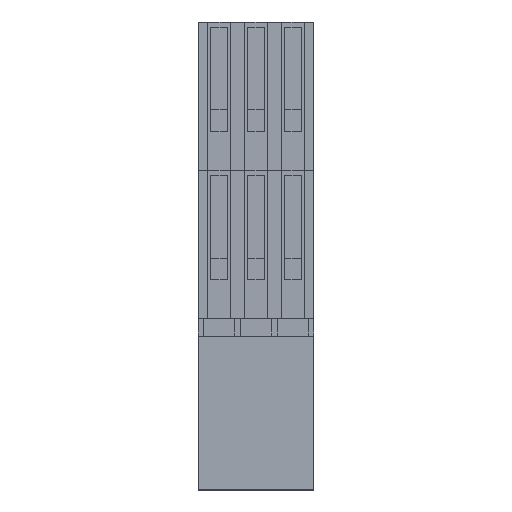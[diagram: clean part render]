
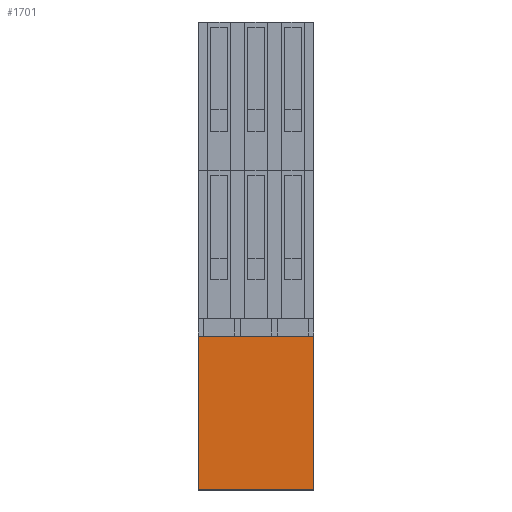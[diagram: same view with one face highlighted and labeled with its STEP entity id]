
A CAD part, front view. The second image highlights one B-rep face of the part: STEP entity #1701.
In plain terms, the highlighted face is planar.
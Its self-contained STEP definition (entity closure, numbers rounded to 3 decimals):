
#361 = VERTEX_POINT ( 'NONE', #3838 ) ;
#736 = AXIS2_PLACEMENT_3D ( 'NONE', #769, #753, #752 ) ;
#752 = DIRECTION ( 'NONE',  ( 0., 0., 1. ) ) ;
#753 = DIRECTION ( 'NONE',  ( 0., 1., 0. ) ) ;
#769 = CARTESIAN_POINT ( 'NONE',  ( -16.399, 79.309, -14.607 ) ) ;
#805 = PLANE ( 'NONE',  #736 ) ;
#921 = EDGE_CURVE ( 'NONE', #361, #1070, #4493, .T. ) ;
#1070 = VERTEX_POINT ( 'NONE', #4589 ) ;
#1610 = VERTEX_POINT ( 'NONE', #6118 ) ;
#1616 = VERTEX_POINT ( 'NONE', #6108 ) ;
#1619 = EDGE_CURVE ( 'NONE', #1616, #1610, #6166, .T. ) ;
#1697 = EDGE_LOOP ( 'NONE', ( #1822, #1815, #1817, #1774, #1742, #1755, #1745, #1753 ) ) ;
#1701 = ADVANCED_FACE ( 'NONE', ( #6302 ), #805, .T. ) ;
#1742 = ORIENTED_EDGE ( 'NONE', *, *, #1756, .T. ) ;
#1743 = VERTEX_POINT ( 'NONE', #7352 ) ;
#1744 = EDGE_CURVE ( 'NONE', #1616, #1070, #7351, .T. ) ;
#1745 = ORIENTED_EDGE ( 'NONE', *, *, #1744, .T. ) ;
#1750 = EDGE_CURVE ( 'NONE', #1743, #1818, #7337, .T. ) ;
#1753 = ORIENTED_EDGE ( 'NONE', *, *, #921, .F. ) ;
#1755 = ORIENTED_EDGE ( 'NONE', *, *, #1619, .F. ) ;
#1756 = EDGE_CURVE ( 'NONE', #1743, #1610, #7332, .T. ) ;
#1774 = ORIENTED_EDGE ( 'NONE', *, *, #1750, .F. ) ;
#1811 = VERTEX_POINT ( 'NONE', #7506 ) ;
#1814 = EDGE_CURVE ( 'NONE', #1819, #361, #7504, .T. ) ;
#1815 = ORIENTED_EDGE ( 'NONE', *, *, #1824, .T. ) ;
#1817 = ORIENTED_EDGE ( 'NONE', *, *, #1826, .F. ) ;
#1818 = VERTEX_POINT ( 'NONE', #7498 ) ;
#1819 = VERTEX_POINT ( 'NONE', #7497 ) ;
#1822 = ORIENTED_EDGE ( 'NONE', *, *, #1814, .F. ) ;
#1824 = EDGE_CURVE ( 'NONE', #1819, #1811, #7491, .T. ) ;
#1826 = EDGE_CURVE ( 'NONE', #1818, #1811, #7487, .T. ) ;
#3838 = CARTESIAN_POINT ( 'NONE',  ( -16.499, 79.309, 8.043 ) ) ;
#4490 = DIRECTION ( 'NONE',  ( -1., 0., 0. ) ) ;
#4491 = VECTOR ( 'NONE', #4490, 1000. ) ;
#4492 = CARTESIAN_POINT ( 'NONE',  ( -16.399, 79.309, 8.043 ) ) ;
#4493 = LINE ( 'NONE', #4492, #4491 ) ;
#4589 = CARTESIAN_POINT ( 'NONE',  ( -46.299, 79.309, 8.043 ) ) ;
#6108 = CARTESIAN_POINT ( 'NONE',  ( -46.299, 79.309, -14.457 ) ) ;
#6118 = CARTESIAN_POINT ( 'NONE',  ( -16.499, 79.309, -14.457 ) ) ;
#6163 = DIRECTION ( 'NONE',  ( 1., 0., 0. ) ) ;
#6164 = VECTOR ( 'NONE', #6163, 1000. ) ;
#6165 = CARTESIAN_POINT ( 'NONE',  ( 45.816, 79.309, -14.457 ) ) ;
#6166 = LINE ( 'NONE', #6165, #6164 ) ;
#6302 = FACE_OUTER_BOUND ( 'NONE', #1697, .T. ) ;
#7329 = DIRECTION ( 'NONE',  ( 0., 0., -1. ) ) ;
#7330 = VECTOR ( 'NONE', #7329, 1000. ) ;
#7331 = CARTESIAN_POINT ( 'NONE',  ( -16.499, 79.309, -14.607 ) ) ;
#7332 = LINE ( 'NONE', #7331, #7330 ) ;
#7333 = DIRECTION ( 'NONE',  ( 1., 0., 0. ) ) ;
#7335 = VECTOR ( 'NONE', #7333, 1000. ) ;
#7336 = CARTESIAN_POINT ( 'NONE',  ( -16.399, 79.309, -14.357 ) ) ;
#7337 = LINE ( 'NONE', #7336, #7335 ) ;
#7348 = DIRECTION ( 'NONE',  ( 0., 0., 1. ) ) ;
#7349 = VECTOR ( 'NONE', #7348, 1000. ) ;
#7350 = CARTESIAN_POINT ( 'NONE',  ( -46.299, 79.309, -14.607 ) ) ;
#7351 = LINE ( 'NONE', #7350, #7349 ) ;
#7352 = CARTESIAN_POINT ( 'NONE',  ( -16.499, 79.309, -14.357 ) ) ;
#7484 = DIRECTION ( 'NONE',  ( 0., 0., 1. ) ) ;
#7485 = VECTOR ( 'NONE', #7484, 1000. ) ;
#7486 = CARTESIAN_POINT ( 'NONE',  ( -16.399, 79.309, -14.607 ) ) ;
#7487 = LINE ( 'NONE', #7486, #7485 ) ;
#7488 = DIRECTION ( 'NONE',  ( 1., 0., 0. ) ) ;
#7489 = VECTOR ( 'NONE', #7488, 1000. ) ;
#7490 = CARTESIAN_POINT ( 'NONE',  ( -16.399, 79.309, 7.943 ) ) ;
#7491 = LINE ( 'NONE', #7490, #7489 ) ;
#7497 = CARTESIAN_POINT ( 'NONE',  ( -16.499, 79.309, 7.943 ) ) ;
#7498 = CARTESIAN_POINT ( 'NONE',  ( -16.399, 79.309, -14.357 ) ) ;
#7500 = DIRECTION ( 'NONE',  ( 0., 0., 1. ) ) ;
#7501 = VECTOR ( 'NONE', #7500, 1000. ) ;
#7502 = CARTESIAN_POINT ( 'NONE',  ( -16.499, 79.309, -14.607 ) ) ;
#7504 = LINE ( 'NONE', #7502, #7501 ) ;
#7506 = CARTESIAN_POINT ( 'NONE',  ( -16.399, 79.309, 7.943 ) ) ;
